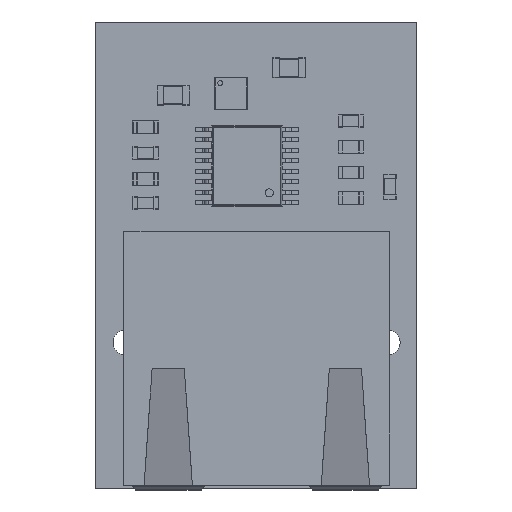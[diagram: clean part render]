
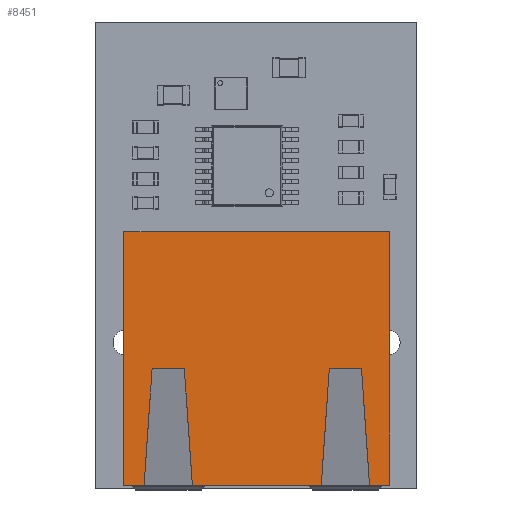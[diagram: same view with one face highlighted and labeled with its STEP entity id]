
A CAD part, top view. The second image highlights one B-rep face of the part: STEP entity #8451.
In plain terms, the highlighted planar face has unit normal (0, 0, 1).
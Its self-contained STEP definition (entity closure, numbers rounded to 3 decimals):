
#311 = ORIENTED_EDGE ( 'NONE', *, *, #19062, .T. ) ;
#975 = LINE ( 'NONE', #22915, #16140 ) ;
#2405 = EDGE_CURVE ( 'NONE', #5169, #3973, #11149, .T. ) ;
#2406 = EDGE_LOOP ( 'NONE', ( #11850, #311, #15836, #4982 ) ) ;
#2993 = DIRECTION ( 'NONE',  ( 1., 0., 0. ) ) ;
#3973 = VERTEX_POINT ( 'NONE', #6072 ) ;
#4982 = ORIENTED_EDGE ( 'NONE', *, *, #2405, .T. ) ;
#5169 = VERTEX_POINT ( 'NONE', #20154 ) ;
#6072 = CARTESIAN_POINT ( 'NONE',  ( 11.805, -7.75, 13.46 ) ) ;
#6235 = CARTESIAN_POINT ( 'NONE',  ( -4.705, 8., 13.46 ) ) ;
#6725 = DIRECTION ( 'NONE',  ( -1., 0., 0. ) ) ;
#8451 = ADVANCED_FACE ( 'NONE', ( #12008 ), #10774, .F. ) ;
#8705 = CARTESIAN_POINT ( 'NONE',  ( 11.805, 8., 13.46 ) ) ;
#10513 = CARTESIAN_POINT ( 'NONE',  ( 11.805, 8., 13.46 ) ) ;
#10774 = PLANE ( 'NONE',  #24425 ) ;
#11149 = LINE ( 'NONE', #17522, #11799 ) ;
#11799 = VECTOR ( 'NONE', #2993, 1000. ) ;
#11850 = ORIENTED_EDGE ( 'NONE', *, *, #22241, .T. ) ;
#12008 = FACE_OUTER_BOUND ( 'NONE', #2406, .T. ) ;
#15836 = ORIENTED_EDGE ( 'NONE', *, *, #24198, .T. ) ;
#16140 = VECTOR ( 'NONE', #6725, 1000. ) ;
#16690 = LINE ( 'NONE', #17633, #24091 ) ;
#17371 = VECTOR ( 'NONE', #22706, 1000. ) ;
#17522 = CARTESIAN_POINT ( 'NONE',  ( -4.705, -7.75, 13.46 ) ) ;
#17633 = CARTESIAN_POINT ( 'NONE',  ( 11.805, -7.75, 13.46 ) ) ;
#18895 = DIRECTION ( 'NONE',  ( 0., -1., 0. ) ) ;
#19062 = EDGE_CURVE ( 'NONE', #25543, #20463, #975, .T. ) ;
#19696 = DIRECTION ( 'NONE',  ( 0., 1., 0. ) ) ;
#20154 = CARTESIAN_POINT ( 'NONE',  ( -4.705, -7.75, 13.46 ) ) ;
#20463 = VERTEX_POINT ( 'NONE', #22062 ) ;
#20861 = DIRECTION ( 'NONE',  ( 0., 0., -1. ) ) ;
#22062 = CARTESIAN_POINT ( 'NONE',  ( -4.705, 8., 13.46 ) ) ;
#22241 = EDGE_CURVE ( 'NONE', #3973, #25543, #16690, .T. ) ;
#22706 = DIRECTION ( 'NONE',  ( 0., -1., 0. ) ) ;
#22915 = CARTESIAN_POINT ( 'NONE',  ( 11.805, 8., 13.46 ) ) ;
#23469 = LINE ( 'NONE', #6235, #17371 ) ;
#24091 = VECTOR ( 'NONE', #19696, 1000. ) ;
#24198 = EDGE_CURVE ( 'NONE', #20463, #5169, #23469, .T. ) ;
#24425 = AXIS2_PLACEMENT_3D ( 'NONE', #10513, #20861, #18895 ) ;
#25543 = VERTEX_POINT ( 'NONE', #8705 ) ;
